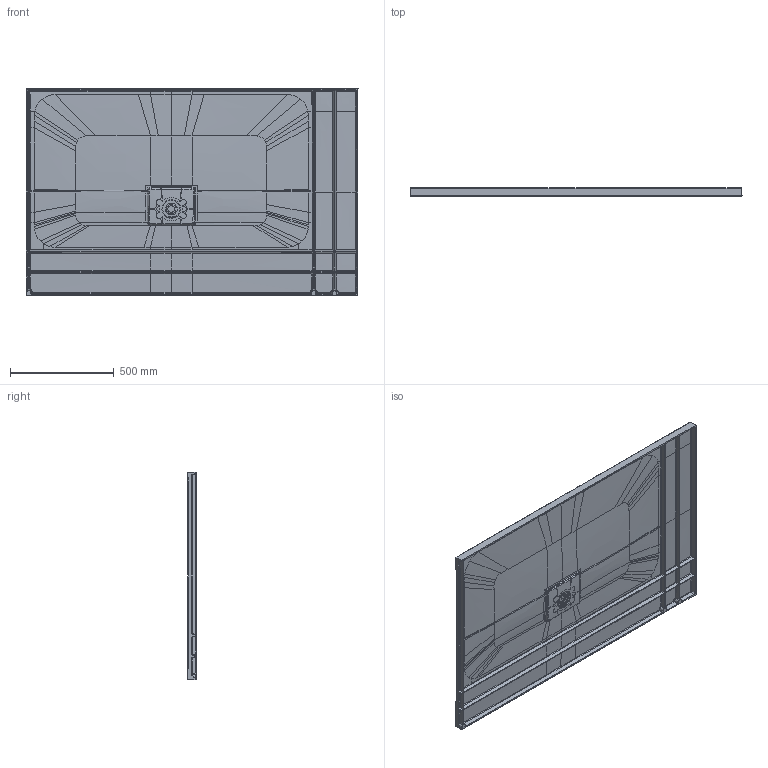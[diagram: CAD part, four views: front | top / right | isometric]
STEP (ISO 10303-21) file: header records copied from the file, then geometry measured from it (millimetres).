
FILE_DESCRIPTION((''),'2;1');
FILE_NAME('UDQ1610SQI2LV-SQUARO-INFINITY_ASM','2022-07-07T08:20:35',('GrootJ'),('Villeroy & Boch Wellness bv'),'CREO PARAMETRIC BY PTC INC, 2020454','CREO PARAMETRIC BY PTC INC, 2020454','');
FILE_SCHEMA(('CONFIG_CONTROL_DESIGN'));
Products named in the file (10): UDQ1610SQI2LV_SQUARO_INFINITY; V3P1304-101; V3P1304-102; V3P1304-106; V3P1304-103; V3P1304-104; V3P1304-105; INFINITY_DEKSEL-GLIMLIJN_060722_ASM; LOGO_INFINITY_06072022; UDQ1610SQI2LV-SQUARO-INFINITY_ASM
Assembly tree (12 placements, depth 3):
  UDQ1610SQI2LV-SQUARO-INFINITY_ASM
    UDQ1610SQI2LV_SQUARO_INFINITY
    INFINITY_DEKSEL-GLIMLIJN_060722_ASM
      V3P1304-101
      V3P1304-102
      V3P1304-106  x4
      V3P1304-103
      V3P1304-104
      V3P1304-105
    LOGO_INFINITY_06072022
Bounding box: 1600 x 40 x 1000 mm (x, y, z)
Volume: 27233503.9 mm3; surface area: 3793914.5 mm2
Topology: 39 solids, 40 shells, 6077 faces, 14371 edges, 8350 vertices
Faces by surface type: bspline 2650, cylinder 1356, plane 980, extrusion 479, sphere 315, cone 151, torus 144, revolution 2
Entity records: 306507 total; most frequent: CARTESIAN_POINT 190572, ORIENTED_EDGE 28506, DIRECTION 17136, EDGE_CURVE 14255, VERTEX_POINT 8290, B_SPLINE_CURVE_WITH_KNOTS 7349, AXIS2_PLACEMENT_3D 6337, EDGE_LOOP 6109
